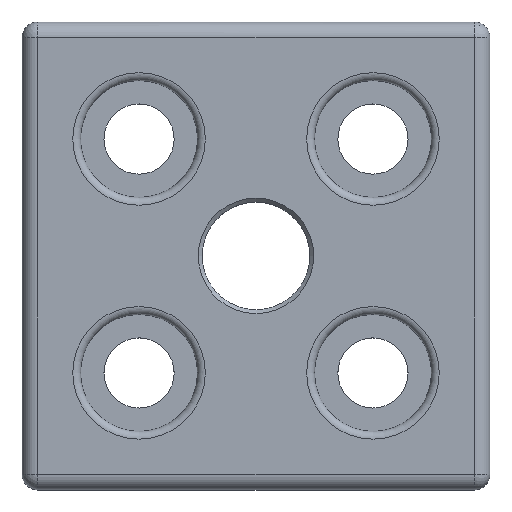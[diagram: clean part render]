
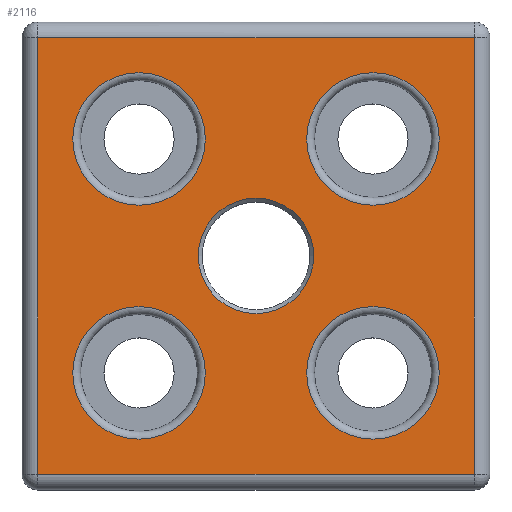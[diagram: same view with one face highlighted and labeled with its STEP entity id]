
A CAD part, top view. The second image highlights one B-rep face of the part: STEP entity #2116.
In plain terms, the highlighted planar face has unit normal (0, 0, 1).
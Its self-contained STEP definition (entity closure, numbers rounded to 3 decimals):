
#15=FACE_BOUND('',#586,.T.);
#16=FACE_BOUND('',#587,.T.);
#17=FACE_BOUND('',#588,.T.);
#18=FACE_BOUND('',#589,.T.);
#19=FACE_BOUND('',#590,.T.);
#33=PLANE('',#2383);
#160=LINE('',#4046,#274);
#161=LINE('',#4047,#275);
#162=LINE('',#4048,#276);
#163=LINE('',#4049,#277);
#274=VECTOR('',#2886,1000.);
#275=VECTOR('',#2887,1000.);
#276=VECTOR('',#2888,1000.);
#277=VECTOR('',#2889,1000.);
#449=FACE_OUTER_BOUND('',#585,.T.);
#585=EDGE_LOOP('',(#1603,#1604,#1605,#1606));
#586=EDGE_LOOP('',(#1607));
#587=EDGE_LOOP('',(#1608));
#588=EDGE_LOOP('',(#1609));
#589=EDGE_LOOP('',(#1610));
#590=EDGE_LOOP('',(#1611));
#695=CIRCLE('',#2229,8.5);
#699=CIRCLE('',#2234,8.5);
#703=CIRCLE('',#2239,8.5);
#707=CIRCLE('',#2244,8.5);
#778=CIRCLE('',#2328,7.4);
#882=VERTEX_POINT('',#3270);
#885=VERTEX_POINT('',#3278);
#888=VERTEX_POINT('',#3286);
#891=VERTEX_POINT('',#3294);
#895=VERTEX_POINT('',#3303);
#901=VERTEX_POINT('',#3316);
#903=VERTEX_POINT('',#3321);
#966=VERTEX_POINT('',#3908);
#1011=VERTEX_POINT('',#4045);
#1081=EDGE_CURVE('',#882,#882,#695,.T.);
#1085=EDGE_CURVE('',#885,#885,#699,.T.);
#1089=EDGE_CURVE('',#888,#888,#703,.T.);
#1093=EDGE_CURVE('',#891,#891,#707,.T.);
#1170=EDGE_CURVE('',#966,#966,#778,.T.);
#1238=EDGE_CURVE('',#901,#1011,#160,.T.);
#1239=EDGE_CURVE('',#903,#901,#161,.T.);
#1240=EDGE_CURVE('',#895,#903,#162,.T.);
#1241=EDGE_CURVE('',#1011,#895,#163,.T.);
#1603=ORIENTED_EDGE('',*,*,#1238,.F.);
#1604=ORIENTED_EDGE('',*,*,#1239,.F.);
#1605=ORIENTED_EDGE('',*,*,#1240,.F.);
#1606=ORIENTED_EDGE('',*,*,#1241,.F.);
#1607=ORIENTED_EDGE('',*,*,#1170,.F.);
#1608=ORIENTED_EDGE('',*,*,#1081,.F.);
#1609=ORIENTED_EDGE('',*,*,#1085,.F.);
#1610=ORIENTED_EDGE('',*,*,#1089,.F.);
#1611=ORIENTED_EDGE('',*,*,#1093,.F.);
#2116=ADVANCED_FACE('',(#449,#15,#16,#17,#18,#19),#33,.F.);
#2229=AXIS2_PLACEMENT_3D('',#3271,#2540,#2541);
#2234=AXIS2_PLACEMENT_3D('',#3279,#2550,#2551);
#2239=AXIS2_PLACEMENT_3D('',#3287,#2560,#2561);
#2244=AXIS2_PLACEMENT_3D('',#3295,#2570,#2571);
#2328=AXIS2_PLACEMENT_3D('',#3910,#2739,#2740);
#2383=AXIS2_PLACEMENT_3D('',#4044,#2884,#2885);
#2540=DIRECTION('center_axis',(0.,0.,1.));
#2541=DIRECTION('ref_axis',(1.,0.,0.));
#2550=DIRECTION('center_axis',(0.,0.,
1.));
#2551=DIRECTION('ref_axis',(1.,0.,0.));
#2560=DIRECTION('center_axis',(0.,0.,
1.));
#2561=DIRECTION('ref_axis',(1.,0.,0.));
#2570=DIRECTION('center_axis',(0.,0.,1.));
#2571=DIRECTION('ref_axis',(1.,0.,0.));
#2739=DIRECTION('center_axis',(0.,0.,1.));
#2740=DIRECTION('ref_axis',(0.,-1.,0.));
#2884=DIRECTION('center_axis',(0.,0.,-1.));
#2885=DIRECTION('ref_axis',(-1.,0.,0.));
#2886=DIRECTION('',(0.,-1.,0.));
#2887=DIRECTION('',(1.,0.,0.));
#2888=DIRECTION('',(0.,1.,0.));
#2889=DIRECTION('',(-1.,0.,0.));
#3270=CARTESIAN_POINT('',(-6.5,-15.,12.));
#3271=CARTESIAN_POINT('Origin',(-15.,-15.,12.));
#3278=CARTESIAN_POINT('',(23.5,-15.,12.));
#3279=CARTESIAN_POINT('Origin',(15.,-15.,12.));
#3286=CARTESIAN_POINT('',(23.5,15.,12.));
#3287=CARTESIAN_POINT('Origin',(15.,15.,12.));
#3294=CARTESIAN_POINT('',(-6.5,15.,12.));
#3295=CARTESIAN_POINT('Origin',(-15.,15.,12.));
#3303=CARTESIAN_POINT('',(-28.,-28.,12.));
#3316=CARTESIAN_POINT('',(28.,28.,12.));
#3321=CARTESIAN_POINT('',(-28.,28.,12.));
#3908=CARTESIAN_POINT('',(0.,7.4,12.));
#3910=CARTESIAN_POINT('Origin',(0.,0.,12.));
#4044=CARTESIAN_POINT('Origin',(30.,30.,12.));
#4045=CARTESIAN_POINT('',(28.,-28.,12.));
#4046=CARTESIAN_POINT('',(28.,30.,12.));
#4047=CARTESIAN_POINT('',(30.,28.,12.));
#4048=CARTESIAN_POINT('',(-28.,30.,12.));
#4049=CARTESIAN_POINT('',(30.,-28.,12.));
